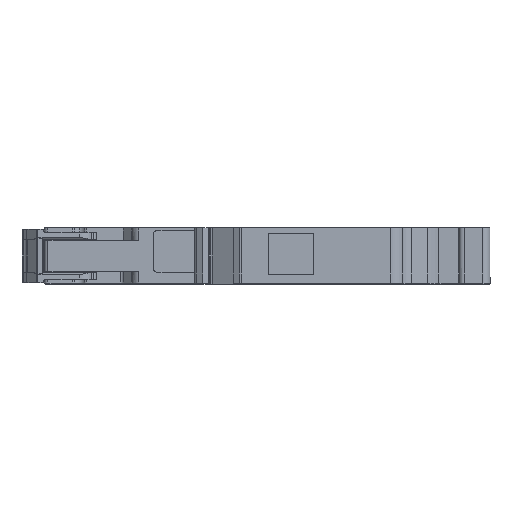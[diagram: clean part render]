
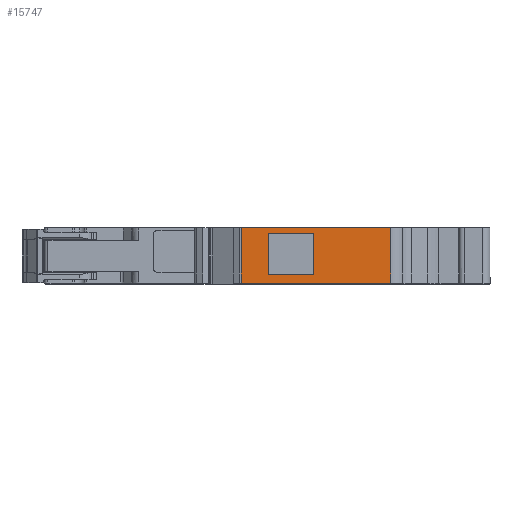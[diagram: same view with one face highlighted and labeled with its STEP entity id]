
A CAD part, left-side view. The second image highlights one B-rep face of the part: STEP entity #15747.
In plain terms, the highlighted planar face has unit normal (-1, 0, 0).
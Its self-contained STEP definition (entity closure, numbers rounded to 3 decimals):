
#922 = ORIENTED_EDGE ( 'NONE', *, *, #2282, .F. ) ;
#1170 = CARTESIAN_POINT ( 'NONE',  ( -44.65, 27.219, 8. ) ) ;
#1450 = PLANE ( 'NONE',  #9186 ) ;
#1654 = LINE ( 'NONE', #7172, #5108 ) ;
#1730 = FACE_BOUND ( 'NONE', #15982, .T. ) ;
#1812 = VERTEX_POINT ( 'NONE', #10135 ) ;
#1943 = VECTOR ( 'NONE', #13542, 1000. ) ;
#1950 = VERTEX_POINT ( 'NONE', #10385 ) ;
#2282 = EDGE_CURVE ( 'NONE', #11091, #1812, #4062, .T. ) ;
#2964 = EDGE_CURVE ( 'NONE', #10638, #11299, #1654, .T. ) ;
#3437 = CARTESIAN_POINT ( 'NONE',  ( -44.65, 27.219, 8. ) ) ;
#3935 = VERTEX_POINT ( 'NONE', #9623 ) ;
#4062 = LINE ( 'NONE', #16838, #11757 ) ;
#4514 = LINE ( 'NONE', #12844, #15524 ) ;
#5108 = VECTOR ( 'NONE', #15324, 1000. ) ;
#5299 = EDGE_CURVE ( 'NONE', #3935, #10344, #17897, .T. ) ;
#5389 = LINE ( 'NONE', #11910, #1943 ) ;
#5513 = CARTESIAN_POINT ( 'NONE',  ( -44.65, 23.309, 7.25 ) ) ;
#5515 = DIRECTION ( 'NONE',  ( 0., 0., -1. ) ) ;
#5705 = DIRECTION ( 'NONE',  ( 0., 1., 0. ) ) ;
#5796 = CARTESIAN_POINT ( 'NONE',  ( -44.65, 16.838, 7.25 ) ) ;
#5850 = ORIENTED_EDGE ( 'NONE', *, *, #15725, .F. ) ;
#6668 = EDGE_LOOP ( 'NONE', ( #922, #5850, #14835, #16943 ) ) ;
#7172 = CARTESIAN_POINT ( 'NONE',  ( -44.65, 27.219, 8. ) ) ;
#7505 = DIRECTION ( 'NONE',  ( 0., -1., 0. ) ) ;
#8509 = EDGE_CURVE ( 'NONE', #1950, #13146, #4514, .T. ) ;
#8610 = CARTESIAN_POINT ( 'NONE',  ( -44.65, 5.895, 8. ) ) ;
#8675 = DIRECTION ( 'NONE',  ( 0., 0., 1. ) ) ;
#8987 = ORIENTED_EDGE ( 'NONE', *, *, #14462, .F. ) ;
#9186 = AXIS2_PLACEMENT_3D ( 'NONE', #3437, #17368, #7505 ) ;
#9231 = EDGE_CURVE ( 'NONE', #10344, #1950, #5389, .T. ) ;
#9623 = CARTESIAN_POINT ( 'NONE',  ( -44.65, 23.309, 7.25 ) ) ;
#10017 = ORIENTED_EDGE ( 'NONE', *, *, #8509, .F. ) ;
#10135 = CARTESIAN_POINT ( 'NONE',  ( -44.65, 27.219, 0.15 ) ) ;
#10228 = CARTESIAN_POINT ( 'NONE',  ( -44.65, 27.219, 8. ) ) ;
#10344 = VERTEX_POINT ( 'NONE', #11783 ) ;
#10385 = CARTESIAN_POINT ( 'NONE',  ( -44.65, 16.838, 1.35 ) ) ;
#10590 = DIRECTION ( 'NONE',  ( 0., 0., -1. ) ) ;
#10638 = VERTEX_POINT ( 'NONE', #10228 ) ;
#11091 = VERTEX_POINT ( 'NONE', #14389 ) ;
#11202 = DIRECTION ( 'NONE',  ( 0., 0., -1. ) ) ;
#11225 = DIRECTION ( 'NONE',  ( 0., 1., 0. ) ) ;
#11299 = VERTEX_POINT ( 'NONE', #17532 ) ;
#11321 = LINE ( 'NONE', #5513, #12632 ) ;
#11323 = LINE ( 'NONE', #8610, #15583 ) ;
#11521 = VECTOR ( 'NONE', #10590, 1000. ) ;
#11757 = VECTOR ( 'NONE', #11225, 1000. ) ;
#11783 = CARTESIAN_POINT ( 'NONE',  ( -44.65, 23.309, 1.35 ) ) ;
#11910 = CARTESIAN_POINT ( 'NONE',  ( -44.65, 23.309, 1.35 ) ) ;
#12632 = VECTOR ( 'NONE', #5705, 1000. ) ;
#12844 = CARTESIAN_POINT ( 'NONE',  ( -44.65, 16.838, 1.35 ) ) ;
#13146 = VERTEX_POINT ( 'NONE', #5796 ) ;
#13542 = DIRECTION ( 'NONE',  ( 0., -1., 0. ) ) ;
#13971 = VECTOR ( 'NONE', #11202, 1000. ) ;
#14389 = CARTESIAN_POINT ( 'NONE',  ( -44.65, 5.895, 0.15 ) ) ;
#14462 = EDGE_CURVE ( 'NONE', #13146, #3935, #11321, .T. ) ;
#14635 = ORIENTED_EDGE ( 'NONE', *, *, #9231, .F. ) ;
#14835 = ORIENTED_EDGE ( 'NONE', *, *, #2964, .F. ) ;
#15025 = LINE ( 'NONE', #1170, #11521 ) ;
#15219 = FACE_OUTER_BOUND ( 'NONE', #6668, .T. ) ;
#15324 = DIRECTION ( 'NONE',  ( 0., -1., 0. ) ) ;
#15459 = CARTESIAN_POINT ( 'NONE',  ( -44.65, 23.309, 1.35 ) ) ;
#15524 = VECTOR ( 'NONE', #8675, 1000. ) ;
#15583 = VECTOR ( 'NONE', #5515, 1000. ) ;
#15596 = EDGE_CURVE ( 'NONE', #10638, #1812, #15025, .T. ) ;
#15725 = EDGE_CURVE ( 'NONE', #11299, #11091, #11323, .T. ) ;
#15747 = ADVANCED_FACE ( 'NONE', ( #1730, #15219 ), #1450, .F. ) ;
#15982 = EDGE_LOOP ( 'NONE', ( #17047, #8987, #10017, #14635 ) ) ;
#16838 = CARTESIAN_POINT ( 'NONE',  ( -44.65, 5.895, 0.15 ) ) ;
#16943 = ORIENTED_EDGE ( 'NONE', *, *, #15596, .T. ) ;
#17047 = ORIENTED_EDGE ( 'NONE', *, *, #5299, .F. ) ;
#17368 = DIRECTION ( 'NONE',  ( 1., 0., 0. ) ) ;
#17532 = CARTESIAN_POINT ( 'NONE',  ( -44.65, 5.895, 8. ) ) ;
#17897 = LINE ( 'NONE', #15459, #13971 ) ;
